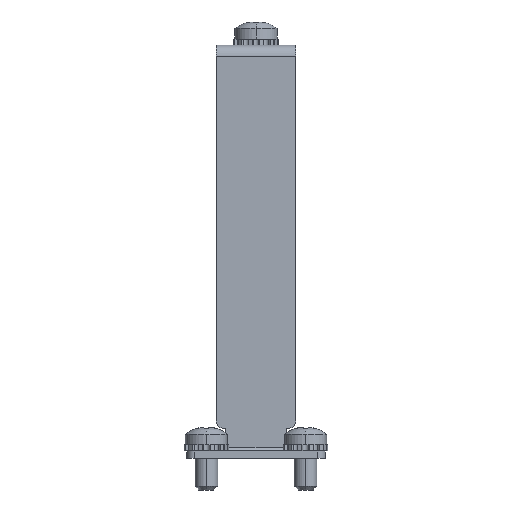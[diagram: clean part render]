
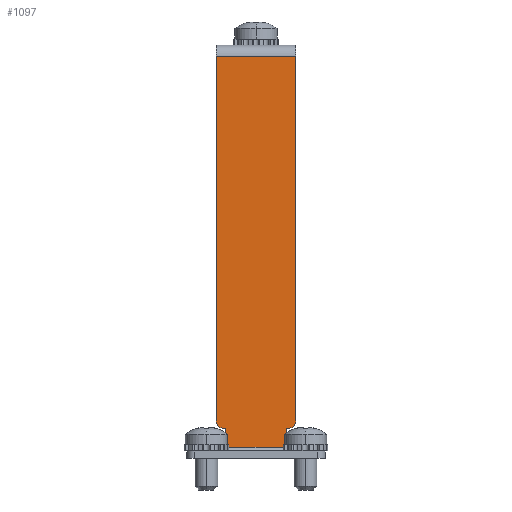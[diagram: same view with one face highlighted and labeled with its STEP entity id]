
A CAD part, front view. The second image highlights one B-rep face of the part: STEP entity #1097.
In plain terms, the highlighted planar face has unit normal (0, -1, 0).
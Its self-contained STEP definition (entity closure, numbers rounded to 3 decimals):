
#130=DIRECTION('',(0.,0.,-1.));
#131=VECTOR('',#130,48.5);
#132=CARTESIAN_POINT('',(-5.3,0.,-1.5));
#133=LINE('',#132,#131);
#137=CARTESIAN_POINT('',(-4.3,0.,-50.));
#138=DIRECTION('',(0.,-1.,0.));
#139=DIRECTION('',(-1.,0.,0.));
#140=AXIS2_PLACEMENT_3D('',#137,#138,#139);
#145=DIRECTION('',(1.,0.,0.));
#146=VECTOR('',#145,10.6);
#147=CARTESIAN_POINT('',(-5.3,0.,-1.5));
#148=LINE('',#147,#146);
#152=CARTESIAN_POINT('',(4.3,0.,-50.));
#153=DIRECTION('',(0.,-1.,0.));
#154=DIRECTION('',(0.,0.,-1.));
#155=AXIS2_PLACEMENT_3D('',#152,#153,#154);
#160=DIRECTION('',(-1.,0.,0.));
#161=VECTOR('',#160,0.3);
#162=CARTESIAN_POINT('',(4.3,0.,-51.));
#163=LINE('',#162,#161);
#167=DIRECTION('',(0.,0.,1.));
#168=VECTOR('',#167,2.5);
#169=CARTESIAN_POINT('',(4.,0.,-53.5));
#170=LINE('',#169,#168);
#174=DIRECTION('',(0.,0.,1.));
#175=VECTOR('',#174,2.5);
#176=CARTESIAN_POINT('',(-4.,0.,-53.5));
#177=LINE('',#176,#175);
#181=DIRECTION('',(1.,0.,0.));
#182=VECTOR('',#181,0.3);
#183=CARTESIAN_POINT('',(-4.3,0.,-51.));
#184=LINE('',#183,#182);
#744=DIRECTION('',(1.,0.,0.));
#745=VECTOR('',#744,8.);
#746=CARTESIAN_POINT('',(-4.,0.,-53.5));
#747=LINE('',#746,#745);
#780=DIRECTION('',(0.,0.,-1.));
#781=VECTOR('',#780,48.5);
#782=CARTESIAN_POINT('',(5.3,0.,-1.5));
#783=LINE('',#782,#781);
#890=CARTESIAN_POINT('',(-5.3,0.,-1.5));
#892=VERTEX_POINT('',#890);
#898=CARTESIAN_POINT('',(5.3,0.,-1.5));
#900=VERTEX_POINT('',#898);
#945=CARTESIAN_POINT('',(-4.,0.,-53.5));
#946=CARTESIAN_POINT('',(-4.,0.,-51.));
#947=VERTEX_POINT('',#945);
#948=VERTEX_POINT('',#946);
#949=CARTESIAN_POINT('',(4.,0.,-53.5));
#950=CARTESIAN_POINT('',(4.,0.,-51.));
#951=VERTEX_POINT('',#949);
#952=VERTEX_POINT('',#950);
#1009=CARTESIAN_POINT('',(-5.3,0.,-50.));
#1010=CARTESIAN_POINT('',(-4.3,0.,-51.));
#1011=VERTEX_POINT('',#1009);
#1012=VERTEX_POINT('',#1010);
#1029=CARTESIAN_POINT('',(4.3,0.,-51.));
#1030=VERTEX_POINT('',#1029);
#1031=CARTESIAN_POINT('',(5.3,0.,-50.));
#1032=VERTEX_POINT('',#1031);
#1072=CARTESIAN_POINT('',(-5.3,0.,-1.5));
#1073=DIRECTION('',(0.,-1.,0.));
#1074=DIRECTION('',(0.,0.,-1.));
#1075=AXIS2_PLACEMENT_3D('',#1072,#1073,#1074);
#1076=PLANE('',#1075);
#1077=ORIENTED_EDGE('',*,*,#1062,.F.);
#1078=ORIENTED_EDGE('',*,*,#1052,.F.);
#1080=ORIENTED_EDGE('',*,*,#1079,.T.);
#1082=ORIENTED_EDGE('',*,*,#1081,.T.);
#1084=ORIENTED_EDGE('',*,*,#1083,.F.);
#1086=ORIENTED_EDGE('',*,*,#1085,.T.);
#1088=ORIENTED_EDGE('',*,*,#1087,.F.);
#1090=ORIENTED_EDGE('',*,*,#1089,.F.);
#1092=ORIENTED_EDGE('',*,*,#1091,.T.);
#1094=ORIENTED_EDGE('',*,*,#1093,.F.);
#1095=EDGE_LOOP('',(#1077,#1078,#1080,#1082,#1084,#1086,#1088,#1090,#1092,
#1094));
#1096=FACE_OUTER_BOUND('',#1095,.F.);
#1097=ADVANCED_FACE('',(#1096),#1076,.T.);
#141=CIRCLE('',#140,1.);
#156=CIRCLE('',#155,1.);
#1052=EDGE_CURVE('',#892,#1011,#133,.T.);
#1062=EDGE_CURVE('',#1011,#1012,#141,.T.);
#1079=EDGE_CURVE('',#892,#900,#148,.T.);
#1081=EDGE_CURVE('',#900,#1032,#783,.T.);
#1083=EDGE_CURVE('',#1030,#1032,#156,.T.);
#1085=EDGE_CURVE('',#1030,#952,#163,.T.);
#1087=EDGE_CURVE('',#951,#952,#170,.T.);
#1089=EDGE_CURVE('',#947,#951,#747,.T.);
#1091=EDGE_CURVE('',#947,#948,#177,.T.);
#1093=EDGE_CURVE('',#1012,#948,#184,.T.);
